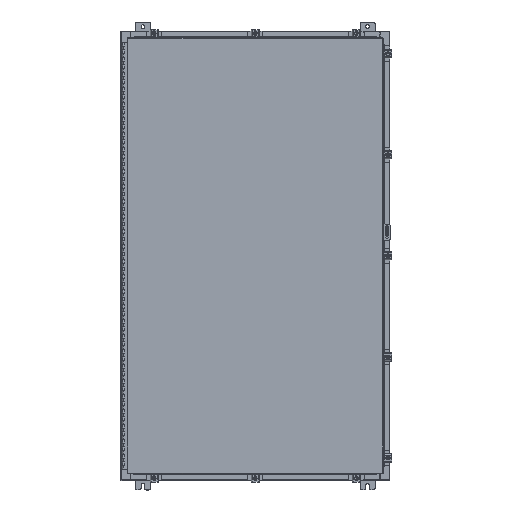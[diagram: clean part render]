
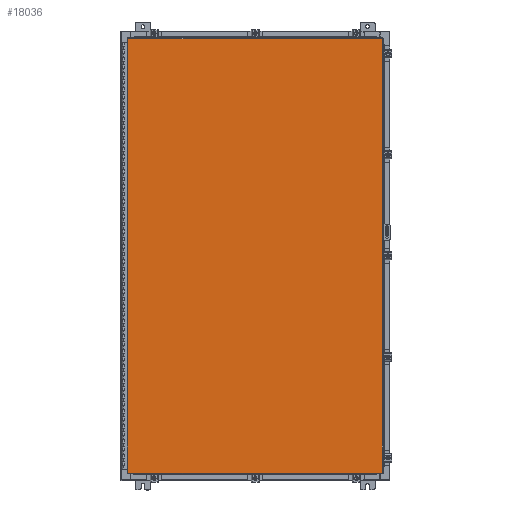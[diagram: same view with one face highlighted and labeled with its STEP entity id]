
A CAD part, top view. The second image highlights one B-rep face of the part: STEP entity #18036.
In plain terms, the highlighted planar face has unit normal (0, 0, 1).
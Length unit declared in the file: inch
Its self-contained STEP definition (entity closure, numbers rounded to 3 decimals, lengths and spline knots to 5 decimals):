
#2076 = LINE ( 'NONE', #22888, #25494 ) ;
#2261 = VERTEX_POINT ( 'NONE', #32185 ) ;
#2514 = CARTESIAN_POINT ( 'NONE',  ( -16.9903, -29.0063, 0. ) ) ;
#4805 = ORIENTED_EDGE ( 'NONE', *, *, #32977, .T. ) ;
#5569 = EDGE_CURVE ( 'NONE', #51980, #23741, #58957, .T. ) ;
#12551 = PLANE ( 'NONE',  #32837 ) ;
#13723 = ORIENTED_EDGE ( 'NONE', *, *, #26821, .T. ) ;
#17564 = DIRECTION ( 'NONE',  ( 0., 0., -1. ) ) ;
#18036 = ADVANCED_FACE ( 'NONE', ( #22284 ), #12551, .F. ) ;
#18334 = CARTESIAN_POINT ( 'NONE',  ( 16.9903, 29.0063, 0. ) ) ;
#18447 = VECTOR ( 'NONE', #64044, 39.37008 ) ;
#20234 = DIRECTION ( 'NONE',  ( -1., 0., 0. ) ) ;
#20605 = VECTOR ( 'NONE', #37382, 39.37008 ) ;
#20784 = VECTOR ( 'NONE', #20234, 39.37008 ) ;
#22284 = FACE_OUTER_BOUND ( 'NONE', #61946, .T. ) ;
#22888 = CARTESIAN_POINT ( 'NONE',  ( -16.9903, 29.0063, 0. ) ) ;
#23741 = VERTEX_POINT ( 'NONE', #37579 ) ;
#25494 = VECTOR ( 'NONE', #57697, 39.37008 ) ;
#26821 = EDGE_CURVE ( 'NONE', #23741, #2261, #2076, .T. ) ;
#32185 = CARTESIAN_POINT ( 'NONE',  ( -16.9903, -29.0063, 0. ) ) ;
#32837 = AXIS2_PLACEMENT_3D ( 'NONE', #42398, #17564, #52376 ) ;
#32977 = EDGE_CURVE ( 'NONE', #37134, #51980, #58158, .T. ) ;
#37134 = VERTEX_POINT ( 'NONE', #50047 ) ;
#37382 = DIRECTION ( 'NONE',  ( 1., 0., 0. ) ) ;
#37579 = CARTESIAN_POINT ( 'NONE',  ( -16.9903, 29.0063, 0. ) ) ;
#40736 = ORIENTED_EDGE ( 'NONE', *, *, #5569, .T. ) ;
#41894 = ORIENTED_EDGE ( 'NONE', *, *, #43353, .T. ) ;
#42398 = CARTESIAN_POINT ( 'NONE',  ( 0., 0., 0. ) ) ;
#43353 = EDGE_CURVE ( 'NONE', #2261, #37134, #47117, .T. ) ;
#47117 = LINE ( 'NONE', #2514, #20605 ) ;
#50031 = CARTESIAN_POINT ( 'NONE',  ( 16.9903, 29.0063, 0. ) ) ;
#50047 = CARTESIAN_POINT ( 'NONE',  ( 16.9903, -29.0063, 0. ) ) ;
#51980 = VERTEX_POINT ( 'NONE', #18334 ) ;
#52376 = DIRECTION ( 'NONE',  ( -1., 0., 0. ) ) ;
#54256 = CARTESIAN_POINT ( 'NONE',  ( 16.9903, -29.0063, 0. ) ) ;
#57697 = DIRECTION ( 'NONE',  ( 0., -1., 0. ) ) ;
#58158 = LINE ( 'NONE', #54256, #18447 ) ;
#58957 = LINE ( 'NONE', #50031, #20784 ) ;
#61946 = EDGE_LOOP ( 'NONE', ( #41894, #4805, #40736, #13723 ) ) ;
#64044 = DIRECTION ( 'NONE',  ( 0., 1., 0. ) ) ;
